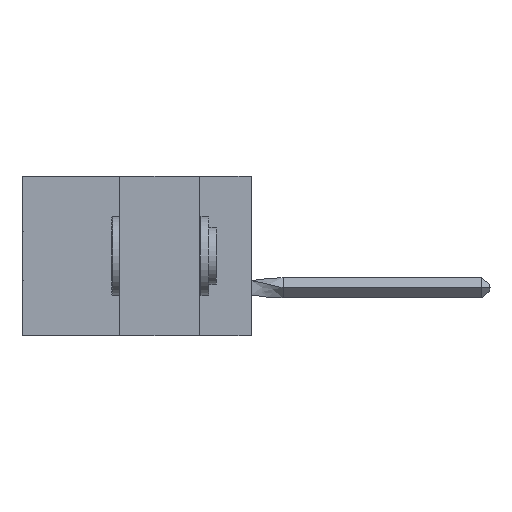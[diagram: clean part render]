
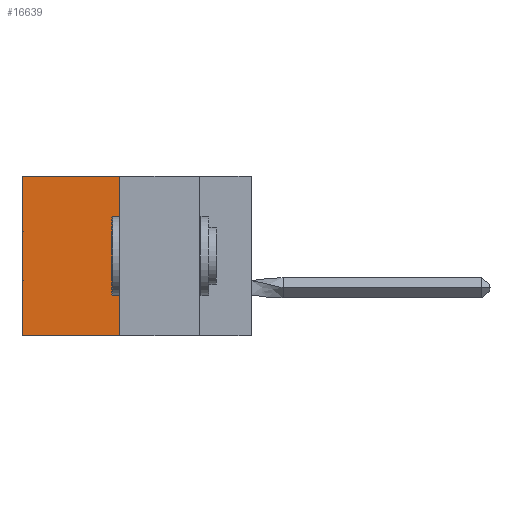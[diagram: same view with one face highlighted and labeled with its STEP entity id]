
A CAD part, left-side view. The second image highlights one B-rep face of the part: STEP entity #16639.
In plain terms, the highlighted planar face has unit normal (-1, 0, 0).
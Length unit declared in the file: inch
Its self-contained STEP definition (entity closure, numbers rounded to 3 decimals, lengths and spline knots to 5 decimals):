
#739 = CARTESIAN_POINT ( 'NONE',  ( 0.305, 0.413, -0.5 ) ) ;
#3482 = CARTESIAN_POINT ( 'NONE',  ( 0.305, 0.413, 0. ) ) ;
#4080 = DIRECTION ( 'NONE',  ( 0., 1., 0. ) ) ;
#4905 = CARTESIAN_POINT ( 'NONE',  ( 0.305, 0.72, -0.5 ) ) ;
#7983 = DIRECTION ( 'NONE',  ( 1., 0., 0. ) ) ;
#9151 = VECTOR ( 'NONE', #4080, 39.37008 ) ;
#10334 = VERTEX_POINT ( 'NONE', #45897 ) ;
#11790 = CARTESIAN_POINT ( 'NONE',  ( 0.305, 0.413, -0.5 ) ) ;
#12836 = VERTEX_POINT ( 'NONE', #21315 ) ;
#12839 = LINE ( 'NONE', #4905, #48540 ) ;
#12929 = CARTESIAN_POINT ( 'NONE',  ( 0.305, 0.413, 0. ) ) ;
#14761 = LINE ( 'NONE', #25075, #30001 ) ;
#16639 = ADVANCED_FACE ( 'NONE', ( #43187 ), #26216, .F. ) ;
#17354 = DIRECTION ( 'NONE',  ( 0., 0., -1. ) ) ;
#20188 = DIRECTION ( 'NONE',  ( 0., 1., 0. ) ) ;
#20436 = VERTEX_POINT ( 'NONE', #3482 ) ;
#21315 = CARTESIAN_POINT ( 'NONE',  ( 0.305, 0.72, -0.5 ) ) ;
#22531 = EDGE_CURVE ( 'NONE', #20436, #25944, #31065, .T. ) ;
#23973 = EDGE_CURVE ( 'NONE', #25944, #12836, #12839, .T. ) ;
#24544 = ORIENTED_EDGE ( 'NONE', *, *, #47189, .F. ) ;
#25075 = CARTESIAN_POINT ( 'NONE',  ( 0.305, 0.413, -0.5 ) ) ;
#25944 = VERTEX_POINT ( 'NONE', #28613 ) ;
#26216 = PLANE ( 'NONE',  #43038 ) ;
#26314 = ORIENTED_EDGE ( 'NONE', *, *, #22531, .T. ) ;
#27007 = DIRECTION ( 'NONE',  ( 0., 0., -1. ) ) ;
#28613 = CARTESIAN_POINT ( 'NONE',  ( 0.305, 0.72, 0. ) ) ;
#30001 = VECTOR ( 'NONE', #35738, 39.37008 ) ;
#31065 = LINE ( 'NONE', #12929, #48813 ) ;
#33791 = ORIENTED_EDGE ( 'NONE', *, *, #41357, .F. ) ;
#35738 = DIRECTION ( 'NONE',  ( 0., 0., -1. ) ) ;
#39694 = LINE ( 'NONE', #11790, #9151 ) ;
#40978 = ORIENTED_EDGE ( 'NONE', *, *, #23973, .T. ) ;
#41357 = EDGE_CURVE ( 'NONE', #10334, #12836, #39694, .T. ) ;
#42036 = EDGE_LOOP ( 'NONE', ( #40978, #33791, #24544, #26314 ) ) ;
#43038 = AXIS2_PLACEMENT_3D ( 'NONE', #739, #7983, #27007 ) ;
#43187 = FACE_OUTER_BOUND ( 'NONE', #42036, .T. ) ;
#45897 = CARTESIAN_POINT ( 'NONE',  ( 0.305, 0.413, -0.5 ) ) ;
#47189 = EDGE_CURVE ( 'NONE', #20436, #10334, #14761, .T. ) ;
#48540 = VECTOR ( 'NONE', #17354, 39.37008 ) ;
#48813 = VECTOR ( 'NONE', #20188, 39.37008 ) ;
